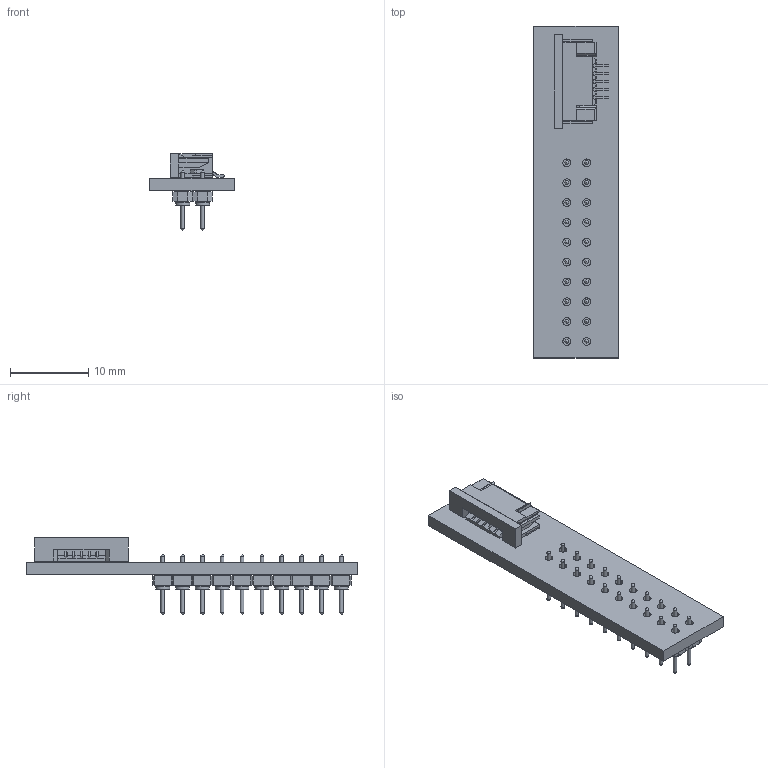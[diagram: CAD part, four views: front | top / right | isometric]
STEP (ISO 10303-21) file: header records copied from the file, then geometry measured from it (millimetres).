
FILE_DESCRIPTION(('KiCad electronic assembly'),'2;1');
FILE_NAME('support_ZIF.step','2020-04-22T19:42:09',('An Author'),( 'A Company'),'Open CASCADE STEP processor 6.9', 'KiCad to STEP converter','Unknown');
FILE_SCHEMA(('AUTOMOTIVE_DESIGN { 1 0 10303 214 1 1 1 1 }'));
Length unit declared in the file: millimetre
Products named in the file (6): Open CASCADE STEP translator 6.9 1; BDL-110-G-E; COMPOUND; ZF1-05-01-T-WT
Assembly tree (5 placements, depth 3):
  Open CASCADE STEP translator 6.9 1
    BDL-110-G-E
      COMPOUND
    ZF1-05-01-T-WT
      COMPOUND
    COMPOUND
Bounding box: 10.8 x 42.5 x 9.79 mm (x, y, z)
Volume: 1024.4 mm3; surface area: 2542.7 mm2
Topology: 27 solids, 27 shells, 930 faces, 2588 edges, 1708 vertices
Faces by surface type: plane 616, cylinder 274, sphere 40
Full cylindrical faces by diameter (mm): 0.457 x40, 1 x20, 1.27 x40, 1.778 x20
Entity records: 67235 total; most frequent: CARTESIAN_POINT 15412, DIRECTION 9754, LINE 6150, VECTOR 6150, ORIENTED_EDGE 5096, PCURVE 5096, DEFINITIONAL_REPRESENTATION 5096, EDGE_CURVE 2548
